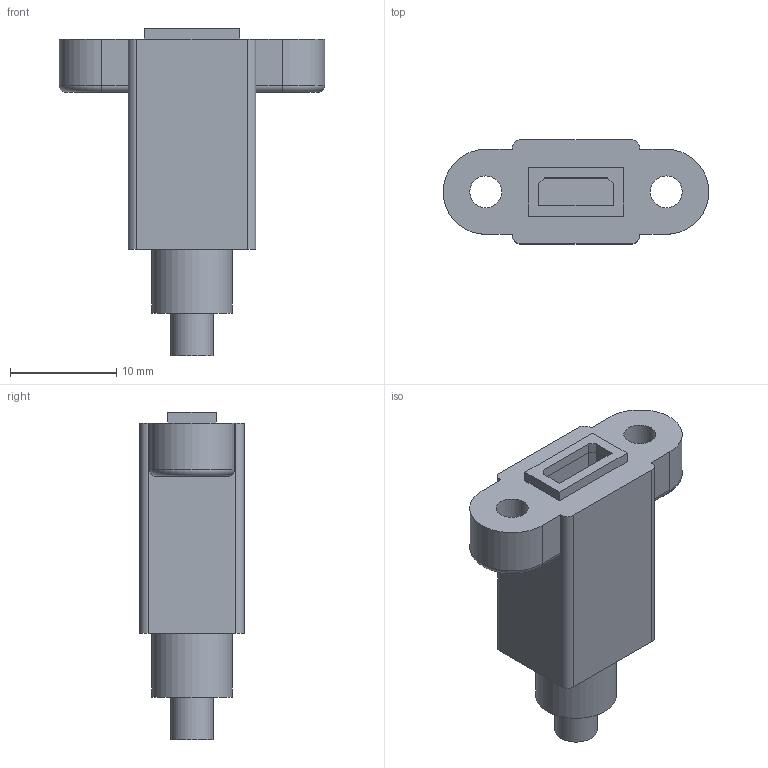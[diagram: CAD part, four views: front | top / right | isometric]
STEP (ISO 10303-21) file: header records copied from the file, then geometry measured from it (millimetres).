
FILE_DESCRIPTION(/* description */ (''),/* implementation_level */ '2;1');
FILE_NAME(/* name */ 'microUSB panel mount 3258 v1.step',/* time_stamp */ '2018-09-03T11:04:56-04:00',/* author */ ('Adafruit'),/* organization */ (''),/* preprocessor_version */ 'ST-DEVELOPER v17.2',/* originating_system */ 'Autodesk Translation Framework v7.6.0.251',/* authorisation */ '');
FILE_SCHEMA (('AUTOMOTIVE_DESIGN { 1 0 10303 214 3 1 1 }'));
Length unit declared in the file: millimetre
Products named in the file (1): microUSB panel mount 3258
Bounding box: 25 x 9.8 x 30.8 mm (x, y, z)
Volume: 3005.6 mm3; surface area: 1726.9 mm2
Topology: 2 solids, 2 shells, 49 faces, 122 edges, 80 vertices
Faces by surface type: plane 33, cylinder 14, torus 2
Full cylindrical faces by diameter (mm): 3 x2, 4 x1, 7.6 x1
Entity records: 1505 total; most frequent: DIRECTION 252, CARTESIAN_POINT 252, ORIENTED_EDGE 244, EDGE_CURVE 122, LINE 92, VECTOR 92, VERTEX_POINT 80, AXIS2_PLACEMENT_3D 80
